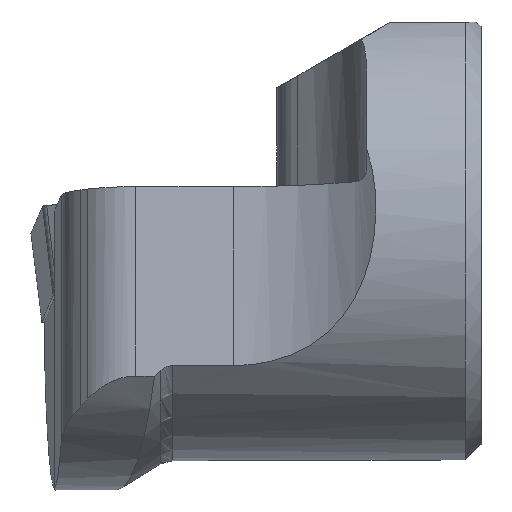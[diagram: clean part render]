
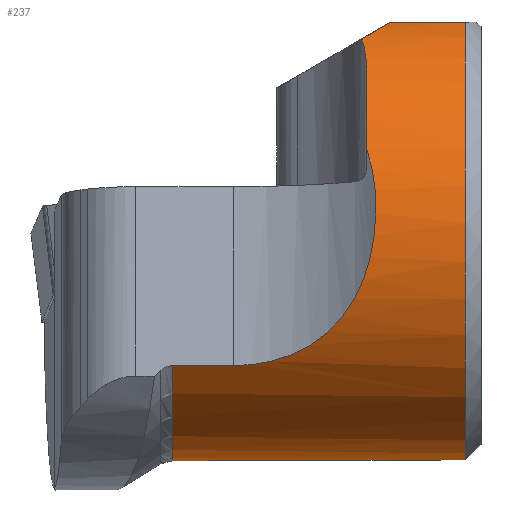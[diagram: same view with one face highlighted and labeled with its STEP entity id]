
A CAD part, front view. The second image highlights one B-rep face of the part: STEP entity #237.
In plain terms, the highlighted cylindrical face has radius 10 mm (diameter 20 mm), a partial arc.
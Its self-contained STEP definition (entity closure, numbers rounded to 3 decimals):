
#43=B_SPLINE_CURVE_WITH_KNOTS('',3,(#1422,#1423,#1424,#1425),
 .UNSPECIFIED.,.F.,.F.,(4,4),(0.,1.),.UNSPECIFIED.);
#44=B_SPLINE_CURVE_WITH_KNOTS('',3,(#1429,#1430,#1431,#1432,#1433,#1434,
#1435,#1436,#1437,#1438),.UNSPECIFIED.,.F.,.F.,(4,2,2,2,4),(0.,0.25,0.5,
0.75,1.),.UNSPECIFIED.);
#45=B_SPLINE_CURVE_WITH_KNOTS('',3,(#1443,#1444,#1445,#1446,#1447,#1448,
#1449,#1450,#1451,#1452),.UNSPECIFIED.,.F.,.F.,(4,2,2,2,4),(0.,0.25,0.5,
0.75,1.),.UNSPECIFIED.);
#46=B_SPLINE_CURVE_WITH_KNOTS('',3,(#1456,#1457,#1458,#1459),
 .UNSPECIFIED.,.F.,.F.,(4,4),(0.,1.),.UNSPECIFIED.);
#153=CYLINDRICAL_SURFACE('',#980,10.);
#173=ELLIPSE('',#963,18.858,10.);
#177=ELLIPSE('',#975,20.,10.);
#178=ELLIPSE('',#979,20.,10.);
#196=CIRCLE('',#974,10.);
#197=CIRCLE('',#976,10.);
#198=CIRCLE('',#977,10.);
#199=CIRCLE('',#978,10.);
#237=ADVANCED_FACE('',(#305),#153,.T.);
#305=FACE_OUTER_BOUND('',#349,.T.);
#349=EDGE_LOOP('',(#459,#460,#461,#462,#463,#464,#465,#466,#467,#468,#469,
#470,#471,#472));
#459=ORIENTED_EDGE('',*,*,#759,.T.);
#460=ORIENTED_EDGE('',*,*,#760,.T.);
#461=ORIENTED_EDGE('',*,*,#761,.T.);
#462=ORIENTED_EDGE('',*,*,#762,.T.);
#463=ORIENTED_EDGE('',*,*,#763,.T.);
#464=ORIENTED_EDGE('',*,*,#764,.T.);
#465=ORIENTED_EDGE('',*,*,#765,.T.);
#466=ORIENTED_EDGE('',*,*,#766,.T.);
#467=ORIENTED_EDGE('',*,*,#767,.T.);
#468=ORIENTED_EDGE('',*,*,#742,.T.);
#469=ORIENTED_EDGE('',*,*,#768,.T.);
#470=ORIENTED_EDGE('',*,*,#769,.T.);
#471=ORIENTED_EDGE('',*,*,#770,.T.);
#472=ORIENTED_EDGE('',*,*,#771,.T.);
#652=VERTEX_POINT('',#1355);
#653=VERTEX_POINT('',#1357);
#667=VERTEX_POINT('',#1414);
#668=VERTEX_POINT('',#1415);
#669=VERTEX_POINT('',#1417);
#670=VERTEX_POINT('',#1419);
#671=VERTEX_POINT('',#1421);
#672=VERTEX_POINT('',#1426);
#673=VERTEX_POINT('',#1428);
#674=VERTEX_POINT('',#1439);
#675=VERTEX_POINT('',#1441);
#676=VERTEX_POINT('',#1453);
#677=VERTEX_POINT('',#1455);
#678=VERTEX_POINT('',#1460);
#742=EDGE_CURVE('',#653,#652,#173,.T.);
#759=EDGE_CURVE('',#667,#668,#862,.T.);
#760=EDGE_CURVE('',#668,#669,#196,.T.);
#761=EDGE_CURVE('',#669,#670,#863,.T.);
#762=EDGE_CURVE('',#670,#671,#177,.T.);
#763=EDGE_CURVE('',#671,#672,#43,.T.);
#764=EDGE_CURVE('',#672,#673,#197,.T.);
#765=EDGE_CURVE('',#673,#674,#44,.T.);
#766=EDGE_CURVE('',#674,#675,#864,.T.);
#767=EDGE_CURVE('',#675,#653,#198,.T.);
#768=EDGE_CURVE('',#652,#676,#45,.T.);
#769=EDGE_CURVE('',#676,#677,#199,.T.);
#770=EDGE_CURVE('',#677,#678,#46,.T.);
#771=EDGE_CURVE('',#678,#667,#178,.T.);
#862=LINE('',#1413,#916);
#863=LINE('',#1418,#917);
#864=LINE('',#1440,#918);
#916=VECTOR('',#1134,1.);
#917=VECTOR('',#1137,1.);
#918=VECTOR('',#1142,1.);
#963=AXIS2_PLACEMENT_3D('',#1356,#1104,#1105);
#974=AXIS2_PLACEMENT_3D('',#1416,#1135,#1136);
#975=AXIS2_PLACEMENT_3D('',#1420,#1138,#1139);
#976=AXIS2_PLACEMENT_3D('',#1427,#1140,#1141);
#977=AXIS2_PLACEMENT_3D('',#1442,#1143,#1144);
#978=AXIS2_PLACEMENT_3D('',#1454,#1145,#1146);
#979=AXIS2_PLACEMENT_3D('',#1461,#1147,#1148);
#980=AXIS2_PLACEMENT_3D('',#1462,#1149,#1150);
#1104=DIRECTION('',(-0.53,-0.842,0.103));
#1105=DIRECTION('',(-0.848,0.526,-0.065));
#1134=DIRECTION('',(1.,0.,0.));
#1135=DIRECTION('',(-1.,0.,0.));
#1136=DIRECTION('',(0.,0.,1.));
#1137=DIRECTION('',(-1.,0.,0.));
#1138=DIRECTION('',(0.5,0.,-0.866));
#1139=DIRECTION('',(-0.866,0.,-0.5));
#1140=DIRECTION('',(1.,0.,0.));
#1141=DIRECTION('',(0.,-1.,0.));
#1142=DIRECTION('',(-1.,0.,0.));
#1143=DIRECTION('',(1.,0.,0.));
#1144=DIRECTION('',(0.,0.,-1.));
#1145=DIRECTION('',(1.,0.,0.));
#1146=DIRECTION('',(0.,-1.,0.));
#1147=DIRECTION('',(0.5,0.,-0.866));
#1148=DIRECTION('',(-0.866,0.,-0.5));
#1149=DIRECTION('',(-1.,0.,0.));
#1150=DIRECTION('',(0.,0.,1.));
#1355=CARTESIAN_POINT('',(6.9,7.841,-6.206));
#1356=CARTESIAN_POINT('',(20.553,0.,0.));
#1357=CARTESIAN_POINT('',(6.287,8.306,-5.569));
#1413=CARTESIAN_POINT('',(0.,3.122,9.5));
#1414=CARTESIAN_POINT('',(16.,3.122,9.5));
#1415=CARTESIAN_POINT('',(19.3,3.122,9.5));
#1416=CARTESIAN_POINT('',(19.3,0.,0.));
#1417=CARTESIAN_POINT('',(19.3,-3.122,9.5));
#1418=CARTESIAN_POINT('',(0.,-3.122,9.5));
#1419=CARTESIAN_POINT('',(16.,-3.122,9.5));
#1420=CARTESIAN_POINT('',(-0.454,0.,0.));
#1421=CARTESIAN_POINT('',(14.703,-4.839,8.751));
#1422=CARTESIAN_POINT('',(14.703,-4.839,8.751));
#1423=CARTESIAN_POINT('',(14.864,-5.579,8.342));
#1424=CARTESIAN_POINT('',(14.92,-6.288,7.824));
#1425=CARTESIAN_POINT('',(14.92,-6.916,7.223));
#1426=CARTESIAN_POINT('',(14.92,-6.916,7.223));
#1427=CARTESIAN_POINT('',(14.92,0.,0.));
#1428=CARTESIAN_POINT('',(14.92,-9.22,3.871));
#1429=CARTESIAN_POINT('',(14.92,-9.22,3.871));
#1430=CARTESIAN_POINT('',(15.261,-9.644,2.862));
#1431=CARTESIAN_POINT('',(15.377,-9.914,1.731));
#1432=CARTESIAN_POINT('',(15.235,-10.05,-0.524));
#1433=CARTESIAN_POINT('',(14.973,-9.915,-1.655));
#1434=CARTESIAN_POINT('',(13.952,-9.373,-3.634));
#1435=CARTESIAN_POINT('',(13.192,-8.981,-4.44));
#1436=CARTESIAN_POINT('',(11.287,-8.371,-5.504));
#1437=CARTESIAN_POINT('',(10.149,-8.167,-5.771));
#1438=CARTESIAN_POINT('',(9.,-8.167,-5.771));
#1439=CARTESIAN_POINT('',(9.,-8.167,-5.771));
#1440=CARTESIAN_POINT('',(0.,-8.167,-5.771));
#1441=CARTESIAN_POINT('',(6.287,-8.167,-5.771));
#1442=CARTESIAN_POINT('',(6.287,0.,0.));
#1443=CARTESIAN_POINT('',(6.9,7.841,-6.206));
#1444=CARTESIAN_POINT('',(7.807,7.185,-7.035));
#1445=CARTESIAN_POINT('',(9.183,6.686,-7.437));
#1446=CARTESIAN_POINT('',(11.937,6.826,-7.308));
#1447=CARTESIAN_POINT('',(13.217,7.459,-6.757));
#1448=CARTESIAN_POINT('',(14.776,8.786,-4.91));
#1449=CARTESIAN_POINT('',(15.138,9.412,-3.647));
#1450=CARTESIAN_POINT('',(15.391,10.048,-0.968));
#1451=CARTESIAN_POINT('',(15.297,10.075,0.465));
#1452=CARTESIAN_POINT('',(14.92,9.844,1.757));
#1453=CARTESIAN_POINT('',(14.92,9.844,1.757));
#1454=CARTESIAN_POINT('',(14.92,0.,0.));
#1455=CARTESIAN_POINT('',(14.92,9.42,3.357));
#1456=CARTESIAN_POINT('',(14.92,9.42,3.357));
#1457=CARTESIAN_POINT('',(14.92,8.702,5.37));
#1458=CARTESIAN_POINT('',(14.735,7.269,7.118));
#1459=CARTESIAN_POINT('',(13.735,5.735,8.192));
#1460=CARTESIAN_POINT('',(13.735,5.735,8.192));
#1461=CARTESIAN_POINT('',(-0.454,0.,0.));
#1462=CARTESIAN_POINT('',(0.,0.,0.));
